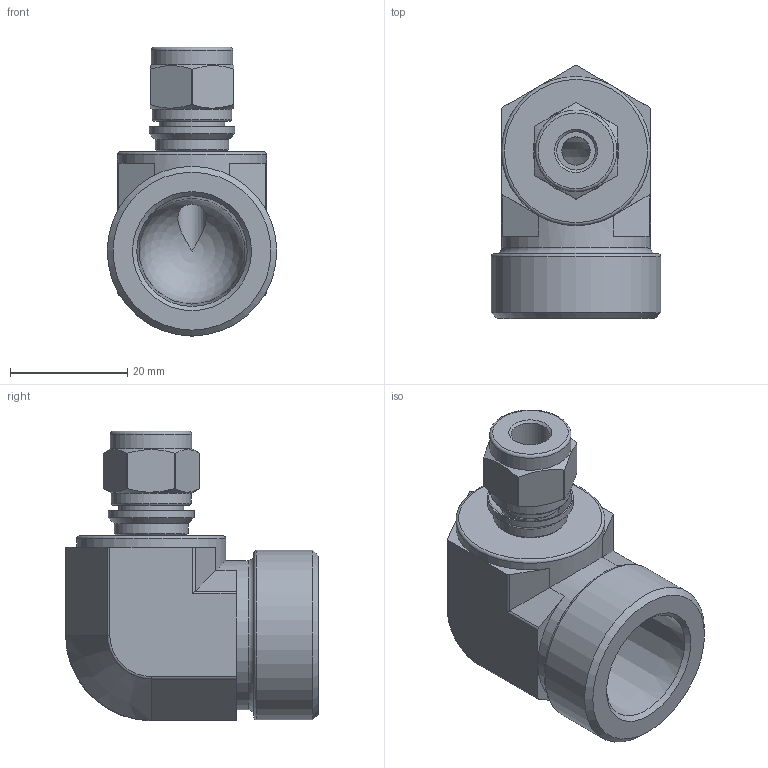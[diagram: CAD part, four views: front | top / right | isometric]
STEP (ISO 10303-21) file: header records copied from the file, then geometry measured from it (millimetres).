
FILE_DESCRIPTION(/* description */ (''),/* implementation_level */ '2;1');
FILE_NAME(/* name */ 'SFEI-4-8N.stp',/* time_stamp */ '2022-04-29T16:25:58+09:00',/* author */ ('user'),/* organization */ (''),/* preprocessor_version */ 'ST-DEVELOPER v18.1',/* originating_system */ 'Autodesk Inventor 2022',/* authorisation */ '');
FILE_SCHEMA (('AUTOMOTIVE_DESIGN { 1 0 10303 214 3 1 1 }'));
Length unit declared in the file: millimetre
Products named in the file (1): SFE-4-8N
Bounding box: 28.9 x 43.09 x 49.33 mm (x, y, z)
Volume: 20001.7 mm3; surface area: 8357.2 mm2
Topology: 1 solids, 1 shells, 143 faces, 325 edges, 185 vertices
Faces by surface type: cylinder 53, plane 44, torus 24, cone 13, sphere 9
Full cylindrical faces by diameter (mm): 2.017 x1, 2.69 x1, 4.826 x1, 6.55 x1, 9.4 x1, 10.1 x1, 11.113 x1, 12.6 x1, 13.6 x1, 13.9 x1, 14.6 x1, 18 x1, 25.4 x2, 28.9 x1
Entity records: 3983 total; most frequent: DIRECTION 764, CARTESIAN_POINT 695, ORIENTED_EDGE 632, AXIS2_PLACEMENT_3D 318, EDGE_CURVE 316, VERTEX_POINT 185, CIRCLE 171, EDGE_LOOP 155
